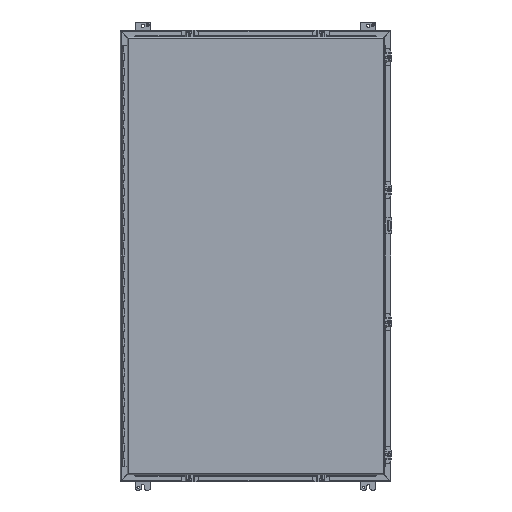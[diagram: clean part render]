
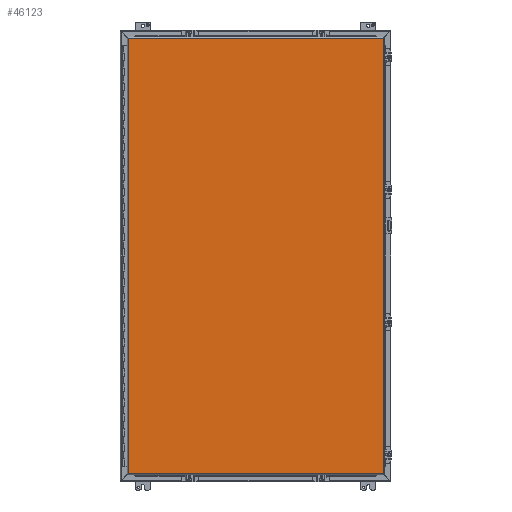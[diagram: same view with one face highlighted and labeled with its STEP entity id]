
A CAD part, front view. The second image highlights one B-rep face of the part: STEP entity #46123.
In plain terms, the highlighted planar face has unit normal (0, -1, 0).
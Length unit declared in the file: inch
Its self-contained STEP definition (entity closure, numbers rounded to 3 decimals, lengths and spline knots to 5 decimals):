
#1182 = CARTESIAN_POINT ( 'NONE',  ( 17.018, -9.215, -28.9945 ) ) ;
#2522 = VECTOR ( 'NONE', #21554, 39.37008 ) ;
#3873 = LINE ( 'NONE', #9927, #6344 ) ;
#5552 = ORIENTED_EDGE ( 'NONE', *, *, #17915, .F. ) ;
#6344 = VECTOR ( 'NONE', #15633, 39.37008 ) ;
#8944 = CARTESIAN_POINT ( 'NONE',  ( -16.954, -9.215, 28.9945 ) ) ;
#9158 = CARTESIAN_POINT ( 'NONE',  ( -16.954, -9.215, 28.9945 ) ) ;
#9927 = CARTESIAN_POINT ( 'NONE',  ( -16.954, -9.215, -28.9945 ) ) ;
#10006 = ORIENTED_EDGE ( 'NONE', *, *, #15656, .F. ) ;
#13096 = CARTESIAN_POINT ( 'NONE',  ( -16.954, -9.215, -28.9945 ) ) ;
#14514 = LINE ( 'NONE', #9158, #15783 ) ;
#15633 = DIRECTION ( 'NONE',  ( 0., 0., 1. ) ) ;
#15656 = EDGE_CURVE ( 'NONE', #33006, #32291, #24467, .T. ) ;
#15783 = VECTOR ( 'NONE', #69532, 39.37008 ) ;
#17915 = EDGE_CURVE ( 'NONE', #40553, #65730, #3873, .T. ) ;
#18341 = FACE_OUTER_BOUND ( 'NONE', #50113, .T. ) ;
#21554 = DIRECTION ( 'NONE',  ( -1., 0., 0. ) ) ;
#22252 = LINE ( 'NONE', #1182, #2522 ) ;
#22994 = CARTESIAN_POINT ( 'NONE',  ( -16.954, -9.215, -28.9945 ) ) ;
#24467 = LINE ( 'NONE', #68073, #54179 ) ;
#25531 = DIRECTION ( 'NONE',  ( 0., 0., -1. ) ) ;
#32291 = VERTEX_POINT ( 'NONE', #42300 ) ;
#33006 = VERTEX_POINT ( 'NONE', #50303 ) ;
#33734 = PLANE ( 'NONE',  #55331 ) ;
#36687 = ORIENTED_EDGE ( 'NONE', *, *, #58200, .F. ) ;
#40553 = VERTEX_POINT ( 'NONE', #13096 ) ;
#42300 = CARTESIAN_POINT ( 'NONE',  ( 17.018, -9.215, -28.9945 ) ) ;
#44811 = DIRECTION ( 'NONE',  ( 0., -1., 0. ) ) ;
#46123 = ADVANCED_FACE ( 'NONE', ( #18341 ), #33734, .T. ) ;
#50113 = EDGE_LOOP ( 'NONE', ( #10006, #53732, #5552, #36687 ) ) ;
#50303 = CARTESIAN_POINT ( 'NONE',  ( 17.018, -9.215, 28.9945 ) ) ;
#53348 = EDGE_CURVE ( 'NONE', #65730, #33006, #14514, .T. ) ;
#53732 = ORIENTED_EDGE ( 'NONE', *, *, #53348, .F. ) ;
#54179 = VECTOR ( 'NONE', #25531, 39.37008 ) ;
#55331 = AXIS2_PLACEMENT_3D ( 'NONE', #22994, #44811, #66620 ) ;
#58200 = EDGE_CURVE ( 'NONE', #32291, #40553, #22252, .T. ) ;
#65730 = VERTEX_POINT ( 'NONE', #8944 ) ;
#66620 = DIRECTION ( 'NONE',  ( 0., 0., -1. ) ) ;
#68073 = CARTESIAN_POINT ( 'NONE',  ( 17.018, -9.215, 28.9945 ) ) ;
#69532 = DIRECTION ( 'NONE',  ( 1., 0., 0. ) ) ;
